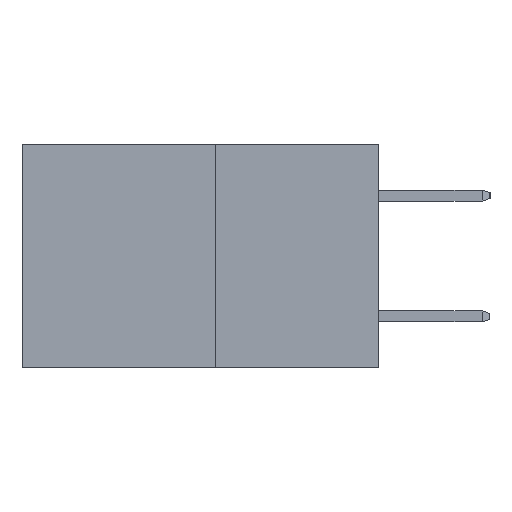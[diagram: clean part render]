
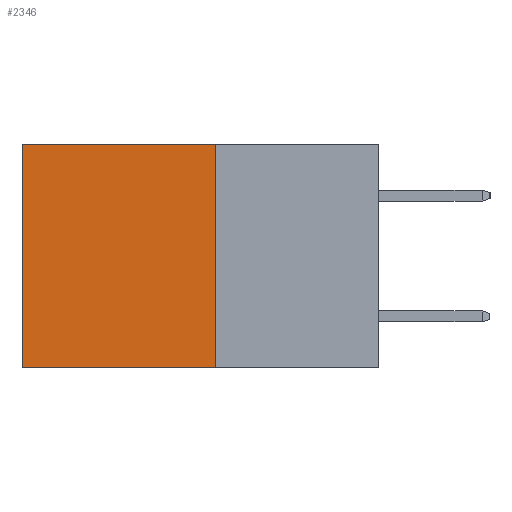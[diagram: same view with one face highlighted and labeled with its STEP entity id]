
A CAD part, left-side view. The second image highlights one B-rep face of the part: STEP entity #2346.
In plain terms, the highlighted planar face has unit normal (-1, 0, 0).
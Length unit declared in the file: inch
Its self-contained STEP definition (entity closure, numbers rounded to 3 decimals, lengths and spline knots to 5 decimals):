
#214 = AXIS2_PLACEMENT_3D ( 'NONE', #2219, #17635, #17900 ) ;
#638 = LINE ( 'NONE', #14330, #6968 ) ;
#1029 = DIRECTION ( 'NONE',  ( 0., 1., 0. ) ) ;
#1246 = ORIENTED_EDGE ( 'NONE', *, *, #6230, .T. ) ;
#2028 = CARTESIAN_POINT ( 'NONE',  ( 0.277, 0.59, 0. ) ) ;
#2219 = CARTESIAN_POINT ( 'NONE',  ( 0.277, 0.27, -0.37 ) ) ;
#2230 = FACE_OUTER_BOUND ( 'NONE', #14541, .T. ) ;
#2331 = VERTEX_POINT ( 'NONE', #2028 ) ;
#2346 = ADVANCED_FACE ( 'NONE', ( #2230 ), #17253, .F. ) ;
#3181 = CARTESIAN_POINT ( 'NONE',  ( 0.277, 0.27, -0.37 ) ) ;
#4574 = VERTEX_POINT ( 'NONE', #7086 ) ;
#5054 = VECTOR ( 'NONE', #10931, 39.37008 ) ;
#6230 = EDGE_CURVE ( 'NONE', #2331, #17331, #638, .T. ) ;
#6437 = ORIENTED_EDGE ( 'NONE', *, *, #8929, .T. ) ;
#6968 = VECTOR ( 'NONE', #15365, 39.37008 ) ;
#7086 = CARTESIAN_POINT ( 'NONE',  ( 0.277, 0.27, -0.37 ) ) ;
#7200 = VERTEX_POINT ( 'NONE', #7457 ) ;
#7457 = CARTESIAN_POINT ( 'NONE',  ( 0.277, 0.27, 0. ) ) ;
#8421 = CARTESIAN_POINT ( 'NONE',  ( 0.277, 0.59, -0.37 ) ) ;
#8929 = EDGE_CURVE ( 'NONE', #7200, #2331, #15554, .T. ) ;
#9726 = VECTOR ( 'NONE', #1029, 39.37008 ) ;
#10931 = DIRECTION ( 'NONE',  ( 0., 1., 0. ) ) ;
#12619 = CARTESIAN_POINT ( 'NONE',  ( 0.277, 0.27, -0.37 ) ) ;
#12786 = ORIENTED_EDGE ( 'NONE', *, *, #15950, .F. ) ;
#13704 = VECTOR ( 'NONE', #14651, 39.37008 ) ;
#14144 = LINE ( 'NONE', #3181, #13704 ) ;
#14330 = CARTESIAN_POINT ( 'NONE',  ( 0.277, 0.59, -0.37 ) ) ;
#14541 = EDGE_LOOP ( 'NONE', ( #1246, #12786, #16769, #6437 ) ) ;
#14651 = DIRECTION ( 'NONE',  ( 0., 0., -1. ) ) ;
#15365 = DIRECTION ( 'NONE',  ( 0., 0., -1. ) ) ;
#15554 = LINE ( 'NONE', #17726, #5054 ) ;
#15950 = EDGE_CURVE ( 'NONE', #4574, #17331, #17480, .T. ) ;
#16769 = ORIENTED_EDGE ( 'NONE', *, *, #17633, .F. ) ;
#17253 = PLANE ( 'NONE',  #214 ) ;
#17331 = VERTEX_POINT ( 'NONE', #8421 ) ;
#17480 = LINE ( 'NONE', #12619, #9726 ) ;
#17633 = EDGE_CURVE ( 'NONE', #7200, #4574, #14144, .T. ) ;
#17635 = DIRECTION ( 'NONE',  ( 1., 0., 0. ) ) ;
#17726 = CARTESIAN_POINT ( 'NONE',  ( 0.277, 0.27, 0. ) ) ;
#17900 = DIRECTION ( 'NONE',  ( 0., 0., -1. ) ) ;
